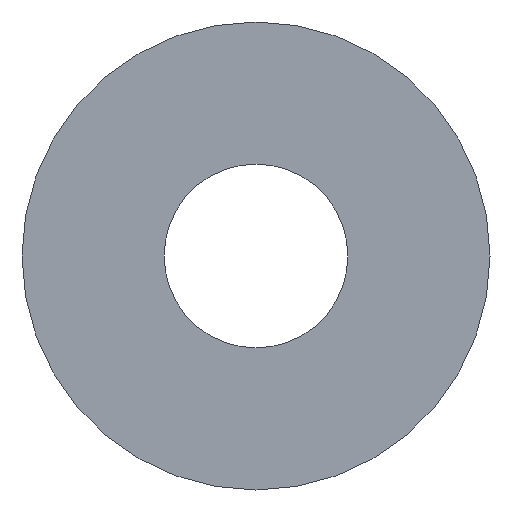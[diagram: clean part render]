
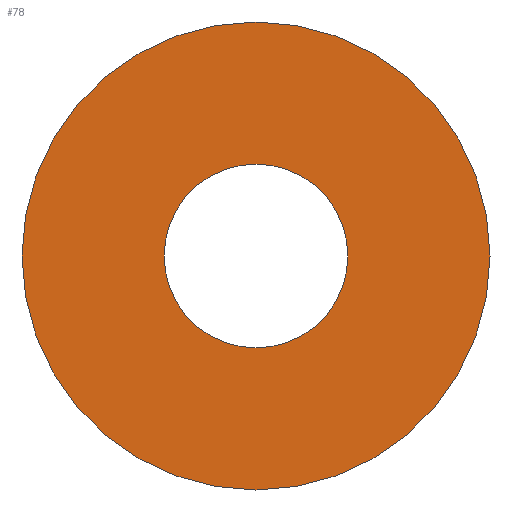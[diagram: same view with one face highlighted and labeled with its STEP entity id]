
A CAD part, front view. The second image highlights one B-rep face of the part: STEP entity #78.
In plain terms, the highlighted planar face has unit normal (0, -1, 0).
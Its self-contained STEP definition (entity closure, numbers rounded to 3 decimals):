
#16=FACE_BOUND('',#31,.T.);
#18=PLANE('',#108);
#24=FACE_OUTER_BOUND('',#30,.T.);
#30=EDGE_LOOP('',(#70));
#31=EDGE_LOOP('',(#71));
#40=CIRCLE('',#103,2.75);
#42=CIRCLE('',#107,7.);
#45=VERTEX_POINT('',#142);
#47=VERTEX_POINT('',#149);
#52=EDGE_CURVE('',#45,#45,#40,.T.);
#54=EDGE_CURVE('',#47,#47,#42,.T.);
#70=ORIENTED_EDGE('',*,*,#54,.T.);
#71=ORIENTED_EDGE('',*,*,#52,.T.);
#78=ADVANCED_FACE('',(#24,#16),#18,.T.);
#103=AXIS2_PLACEMENT_3D('',#144,#121,#122);
#107=AXIS2_PLACEMENT_3D('',#150,#129,#130);
#108=AXIS2_PLACEMENT_3D('',#152,#132,#133);
#121=DIRECTION('center_axis',(0.,1.,0.));
#122=DIRECTION('ref_axis',(1.,0.,0.));
#129=DIRECTION('center_axis',(0.,-1.,0.));
#130=DIRECTION('ref_axis',(1.,0.,0.));
#132=DIRECTION('center_axis',(0.,-1.,0.));
#133=DIRECTION('ref_axis',(0.,0.,-1.));
#142=CARTESIAN_POINT('',(-2.75,-1.5,0.));
#144=CARTESIAN_POINT('Origin',(0.,-1.5,0.));
#149=CARTESIAN_POINT('',(-7.,-1.5,0.));
#150=CARTESIAN_POINT('Origin',(0.,-1.5,0.));
#152=CARTESIAN_POINT('Origin',(0.,-1.5,0.));
